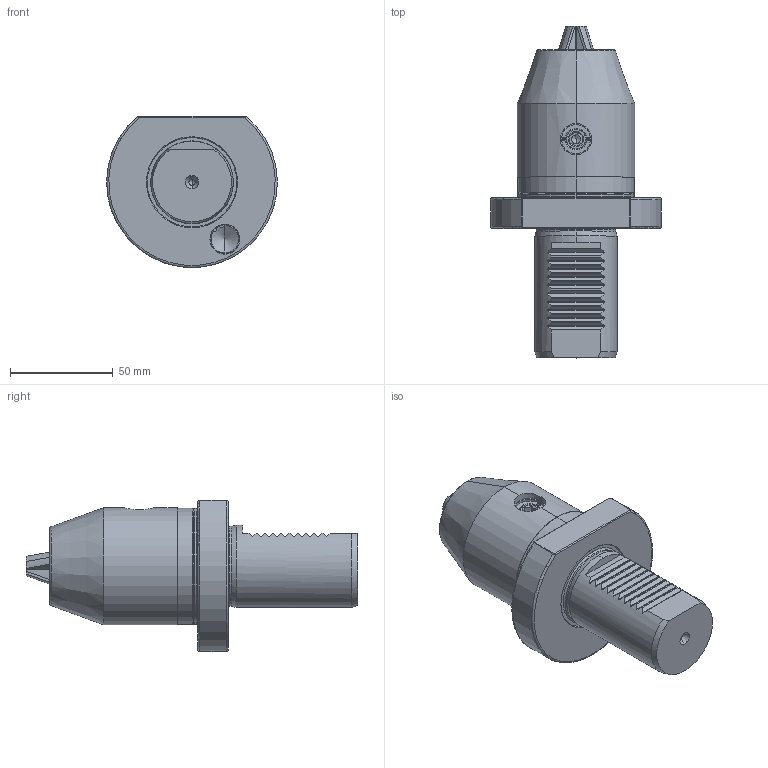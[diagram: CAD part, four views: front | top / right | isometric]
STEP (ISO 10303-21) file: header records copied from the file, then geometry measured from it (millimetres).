
FILE_DESCRIPTION (( 'STEP AP214' ), '1' );
FILE_NAME ('BA2VD402231N1A.STEP', '2020-09-21T07:27:26', ( '' ), ( '' ), 'SwSTEP 2.0', 'SolidWorks 2017', '' );
FILE_SCHEMA (( 'AUTOMOTIVE_DESIGN' ));
Length unit declared in the file: millimetre
Products named in the file (16): BB13313090001A; BY90106000001A; BB13313060101A-; BA2VD402231N1A; BA133131000N1A; BB13313050001A-; BB133130201N1A; BB13313010001A--; BB13316040001A; BB13313030001A; BB2VD22013CN1A; BY90106000002A; KR029096; BB13313080001A; BY90106010006A; SB01-8003
Assembly tree (19 placements, depth 4):
  BA2VD402231N1A
    BB2VD22013CN1A
    BA133131000N1A
      BB13313010001A--
      BB133130201N1A
      BB13316040001A
      BB13313090001A
      BB13313050001A-
      BB13313060101A-
      BB13313080001A
      BB13313030001A  x3
      SB01-8003
      KR029096
      BY90106010006A  x3
        BY90106000001A
        BY90106000002A
Bounding box: 83 x 161.49 x 73.5 mm (x, y, z)
Volume: 287374.1 mm3; surface area: 81889.7 mm2
Topology: 19 solids, 19 shells, 1152 faces, 3096 edges, 1964 vertices
Faces by surface type: cylinder 406, plane 354, cone 265, torus 101, bspline 14, sphere 12
Entity records: 41730 total; most frequent: CARTESIAN_POINT 16442, ORIENTED_EDGE 5656, DIRECTION 4656, EDGE_CURVE 2828, AXIS2_PLACEMENT_3D 1926, VERTEX_POINT 1812, EDGE_LOOP 1122, ADVANCED_FACE 1058
